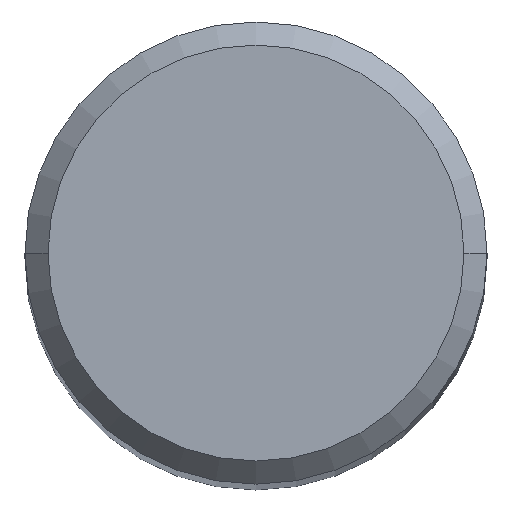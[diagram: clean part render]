
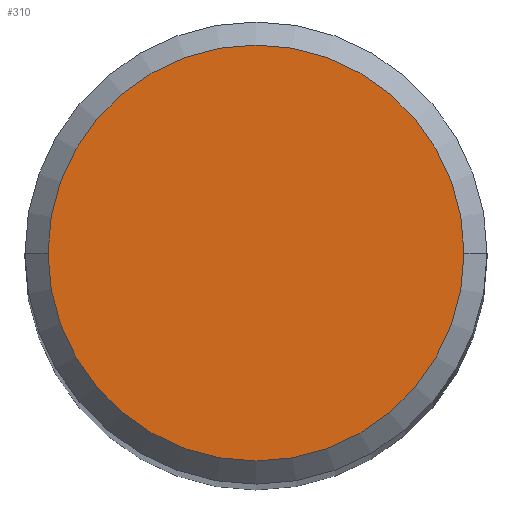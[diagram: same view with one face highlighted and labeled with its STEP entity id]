
A CAD part, top view. The second image highlights one B-rep face of the part: STEP entity #310.
In plain terms, the highlighted planar face has unit normal (0, 0, 1).
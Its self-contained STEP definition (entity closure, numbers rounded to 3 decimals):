
#7 = DIRECTION ( 'NONE',  ( 1., 0., 0. ) ) ;
#9 = ORIENTED_EDGE ( 'NONE', *, *, #106, .T. ) ;
#14 = EDGE_CURVE ( 'NONE', #211, #78, #140, .T. ) ;
#31 = AXIS2_PLACEMENT_3D ( 'NONE', #161, #102, #100 ) ;
#41 = DIRECTION ( 'NONE',  ( 1., 0., 0. ) ) ;
#54 = CARTESIAN_POINT ( 'NONE',  ( -1.35, 0., 22. ) ) ;
#59 = CARTESIAN_POINT ( 'NONE',  ( 0., 0., 22. ) ) ;
#69 = DIRECTION ( 'NONE',  ( 0., 0., 1. ) ) ;
#78 = VERTEX_POINT ( 'NONE', #347 ) ;
#90 = EDGE_LOOP ( 'NONE', ( #268, #9 ) ) ;
#95 = FACE_OUTER_BOUND ( 'NONE', #90, .T. ) ;
#99 = AXIS2_PLACEMENT_3D ( 'NONE', #251, #69, #41 ) ;
#100 = DIRECTION ( 'NONE',  ( 1., 0., 0. ) ) ;
#102 = DIRECTION ( 'NONE',  ( 0., 0., 1. ) ) ;
#106 = EDGE_CURVE ( 'NONE', #78, #211, #172, .T. ) ;
#140 = CIRCLE ( 'NONE', #99, 1.35 ) ;
#161 = CARTESIAN_POINT ( 'NONE',  ( 0., 0., 22. ) ) ;
#168 = AXIS2_PLACEMENT_3D ( 'NONE', #59, #171, #7 ) ;
#171 = DIRECTION ( 'NONE',  ( 0., 0., 1. ) ) ;
#172 = CIRCLE ( 'NONE', #31, 1.35 ) ;
#211 = VERTEX_POINT ( 'NONE', #54 ) ;
#231 = PLANE ( 'NONE',  #168 ) ;
#251 = CARTESIAN_POINT ( 'NONE',  ( 0., 0., 22. ) ) ;
#268 = ORIENTED_EDGE ( 'NONE', *, *, #14, .T. ) ;
#310 = ADVANCED_FACE ( 'NONE', ( #95 ), #231, .T. ) ;
#347 = CARTESIAN_POINT ( 'NONE',  ( 1.35, 0., 22. ) ) ;
